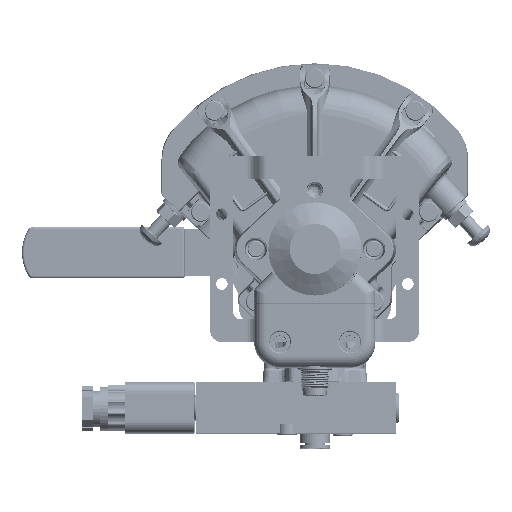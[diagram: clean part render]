
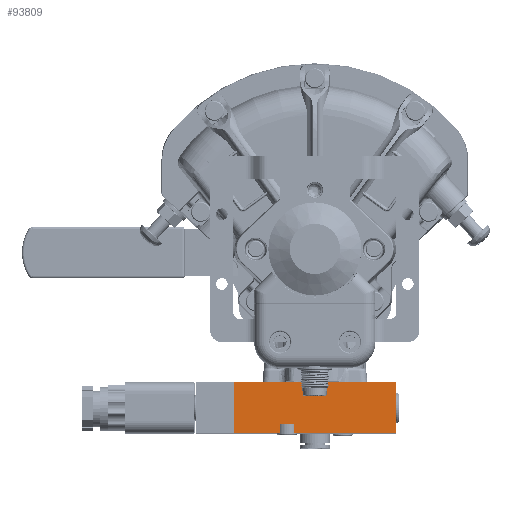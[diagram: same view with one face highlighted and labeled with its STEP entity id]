
A CAD part, top view. The second image highlights one B-rep face of the part: STEP entity #93809.
In plain terms, the highlighted face is planar.
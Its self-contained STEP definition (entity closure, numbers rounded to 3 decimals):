
#12822=FACE_OUTER_BOUND('',#18725,.T.);
#18725=EDGE_LOOP('',(#73906,#73907,#73908,#73909,#73910,#73911,#73912,#73913));
#24948=LINE('',#174701,#30871);
#24952=LINE('',#174712,#30875);
#24956=LINE('',#174733,#30879);
#24957=LINE('',#174735,#30880);
#24958=LINE('',#174736,#30881);
#24959=LINE('',#174737,#30882);
#24960=LINE('',#174739,#30883);
#24961=LINE('',#174740,#30884);
#30871=VECTOR('',#118709,1000.);
#30875=VECTOR('',#118717,1000.);
#30879=VECTOR('',#118735,1000.);
#30880=VECTOR('',#118736,1000.);
#30881=VECTOR('',#118737,1000.);
#30882=VECTOR('',#118738,1000.);
#30883=VECTOR('',#118739,1000.);
#30884=VECTOR('',#118740,1000.);
#42188=VERTEX_POINT('',#174699);
#42189=VERTEX_POINT('',#174700);
#42193=VERTEX_POINT('',#174710);
#42194=VERTEX_POINT('',#174711);
#42203=VERTEX_POINT('',#174731);
#42204=VERTEX_POINT('',#174732);
#42205=VERTEX_POINT('',#174734);
#42206=VERTEX_POINT('',#174738);
#53381=EDGE_CURVE('',#42188,#42189,#24948,.T.);
#53386=EDGE_CURVE('',#42193,#42194,#24952,.T.);
#53396=EDGE_CURVE('',#42203,#42204,#24956,.T.);
#53397=EDGE_CURVE('',#42205,#42203,#24957,.T.);
#53398=EDGE_CURVE('',#42189,#42205,#24958,.T.);
#53399=EDGE_CURVE('',#42194,#42188,#24959,.T.);
#53400=EDGE_CURVE('',#42206,#42193,#24960,.T.);
#53401=EDGE_CURVE('',#42206,#42204,#24961,.T.);
#73906=ORIENTED_EDGE('',*,*,#53396,.F.);
#73907=ORIENTED_EDGE('',*,*,#53397,.F.);
#73908=ORIENTED_EDGE('',*,*,#53398,.F.);
#73909=ORIENTED_EDGE('',*,*,#53381,.F.);
#73910=ORIENTED_EDGE('',*,*,#53399,.F.);
#73911=ORIENTED_EDGE('',*,*,#53386,.F.);
#73912=ORIENTED_EDGE('',*,*,#53400,.F.);
#73913=ORIENTED_EDGE('',*,*,#53401,.T.);
#90311=PLANE('',#101580);
#93809=ADVANCED_FACE('',(#12822),#90311,.F.);
#101580=AXIS2_PLACEMENT_3D('',#174730,#118733,#118734);
#118709=DIRECTION('',(0.,0.,1.));
#118717=DIRECTION('',(0.,0.,-1.));
#118733=DIRECTION('center_axis',(0.,-1.,0.));
#118734=DIRECTION('ref_axis',(0.,0.,
-1.));
#118735=DIRECTION('',(-1.,0.,0.));
#118736=DIRECTION('',(0.,0.,-1.));
#118737=DIRECTION('',(-1.,0.,0.));
#118738=DIRECTION('',(1.,0.,0.));
#118739=DIRECTION('',(-1.,0.,0.));
#118740=DIRECTION('',(0.,0.,-1.));
#174699=CARTESIAN_POINT('',(0.,20.,-11.));
#174700=CARTESIAN_POINT('',(0.,20.,11.));
#174701=CARTESIAN_POINT('',(0.,20.,-11.));
#174710=CARTESIAN_POINT('',(-70.,20.,11.));
#174711=CARTESIAN_POINT('',(-70.,20.,-11.));
#174712=CARTESIAN_POINT('',(-70.,20.,11.));
#174730=CARTESIAN_POINT('Origin',(-70.,20.,11.));
#174731=CARTESIAN_POINT('',(-44.,20.,7.));
#174732=CARTESIAN_POINT('',(-50.,20.,7.));
#174733=CARTESIAN_POINT('',(-44.,20.,7.));
#174734=CARTESIAN_POINT('',(-44.,20.,11.));
#174735=CARTESIAN_POINT('',(-44.,20.,11.));
#174736=CARTESIAN_POINT('',(0.,20.,11.));
#174737=CARTESIAN_POINT('',(-70.,20.,-11.));
#174738=CARTESIAN_POINT('',(-50.,20.,11.));
#174739=CARTESIAN_POINT('',(-50.,20.,11.));
#174740=CARTESIAN_POINT('',(-50.,20.,11.));
